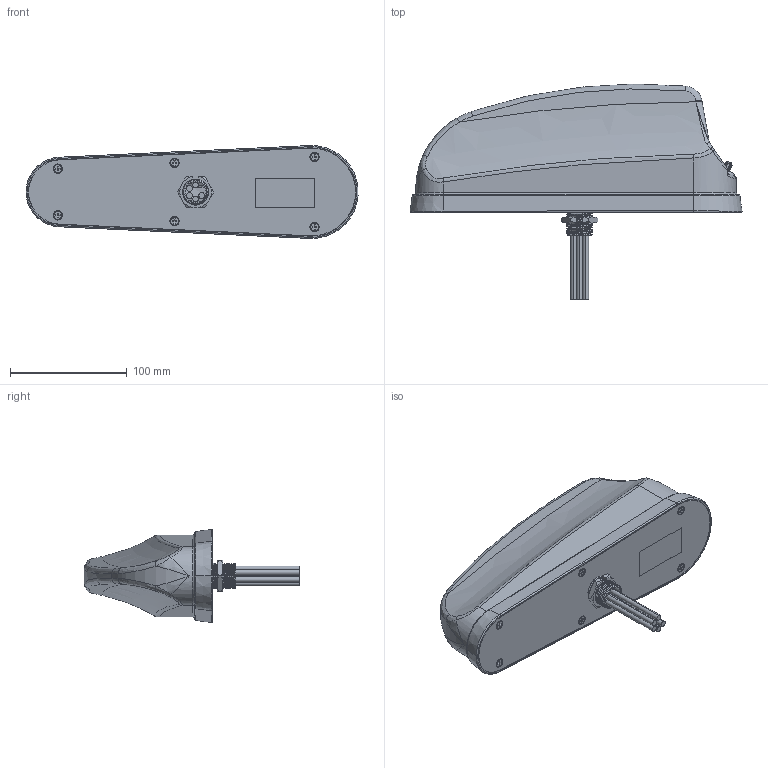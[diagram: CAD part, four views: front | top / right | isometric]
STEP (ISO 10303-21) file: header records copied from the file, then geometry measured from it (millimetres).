
FILE_DESCRIPTION (( 'STEP AP214' ), '1' );
FILE_NAME ('LCANMOB1000_3D.step', '2023-02-22T21:08:21', ( '' ), ( '' ), 'SwSTEP 2.0', 'SolidWorks 2022', '' );
FILE_SCHEMA (( 'AUTOMOTIVE_DESIGN' ));
Length unit declared in the file: inch
Products named in the file (8): DIANLAN-895.stp; SHANGGAI-8.stp; KM4X10.stp; LUOZHU-M22.stp; LCANMOB1000_3D; XIAGAI-8.stp; TONGZHU.stp; LUOMU-M18.stp
Assembly tree (12 placements, depth 2):
  LCANMOB1000_3D
    SHANGGAI-8.stp
    XIAGAI-8.stp
    LUOZHU-M22.stp
    LUOMU-M18.stp
    TONGZHU.stp
    KM4X10.stp  x6
    DIANLAN-895.stp
Bounding box: 284.55 x 184.97 x 79.61 mm (x, y, z)
Volume: 249184.3 mm3; surface area: 184353.8 mm2
Topology: 16 solids, 16 shells, 786 faces, 2020 edges, 1286 vertices
Faces by surface type: cylinder 222, bspline 213, plane 206, cone 120, torus 23, sphere 2
Entity records: 48657 total; most frequent: CARTESIAN_POINT 35258, ORIENTED_EDGE 3140, DIRECTION 2021, EDGE_CURVE 1570, VERTEX_POINT 996, AXIS2_PLACEMENT_3D 780, B_SPLINE_CURVE_WITH_KNOTS 750, EDGE_LOOP 654
